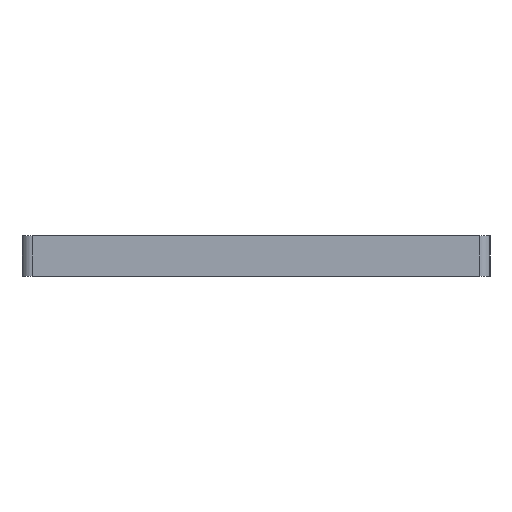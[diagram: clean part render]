
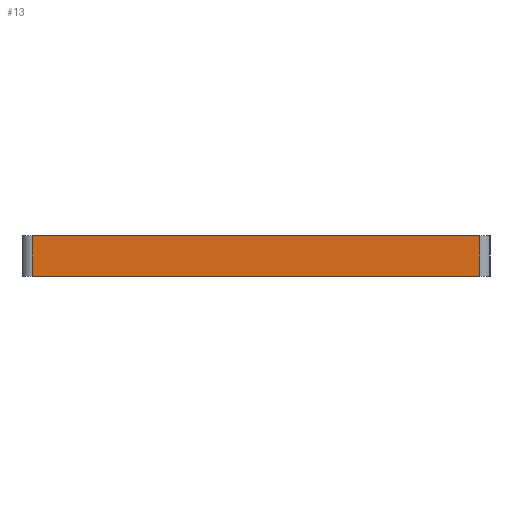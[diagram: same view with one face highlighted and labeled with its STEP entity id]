
A CAD part, left-side view. The second image highlights one B-rep face of the part: STEP entity #13.
In plain terms, the highlighted planar face has unit normal (-1, 0, 0).
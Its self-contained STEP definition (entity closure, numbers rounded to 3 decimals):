
#1 = DIRECTION ( 'NONE',  ( 0., 0., -1. ) ) ;
#13 = ADVANCED_FACE ( 'NONE', ( #149 ), #683, .F. ) ;
#30 = VECTOR ( 'NONE', #750, 1000. ) ;
#65 = ORIENTED_EDGE ( 'NONE', *, *, #472, .T. ) ;
#66 = DIRECTION ( 'NONE',  ( 0., -1., 0. ) ) ;
#72 = CARTESIAN_POINT ( 'NONE',  ( -28.931, 22., 0. ) ) ;
#99 = LINE ( 'NONE', #369, #195 ) ;
#130 = LINE ( 'NONE', #743, #30 ) ;
#137 = ORIENTED_EDGE ( 'NONE', *, *, #199, .F. ) ;
#149 = FACE_OUTER_BOUND ( 'NONE', #333, .T. ) ;
#195 = VECTOR ( 'NONE', #1, 1000. ) ;
#199 = EDGE_CURVE ( 'NONE', #643, #951, #130, .T. ) ;
#207 = CARTESIAN_POINT ( 'NONE',  ( -28.931, -22., 4. ) ) ;
#241 = CARTESIAN_POINT ( 'NONE',  ( -28.931, -23., 0. ) ) ;
#270 = CARTESIAN_POINT ( 'NONE',  ( -28.931, -22., 0. ) ) ;
#333 = EDGE_LOOP ( 'NONE', ( #137, #551, #65, #859 ) ) ;
#359 = VERTEX_POINT ( 'NONE', #72 ) ;
#369 = CARTESIAN_POINT ( 'NONE',  ( -28.931, 22., 4. ) ) ;
#412 = DIRECTION ( 'NONE',  ( 1., 0., 0. ) ) ;
#472 = EDGE_CURVE ( 'NONE', #359, #981, #1107, .T. ) ;
#474 = CARTESIAN_POINT ( 'NONE',  ( -28.931, 22., 4. ) ) ;
#550 = CARTESIAN_POINT ( 'NONE',  ( -28.931, -22., 4. ) ) ;
#551 = ORIENTED_EDGE ( 'NONE', *, *, #929, .T. ) ;
#642 = LINE ( 'NONE', #207, #1085 ) ;
#643 = VERTEX_POINT ( 'NONE', #474 ) ;
#683 = PLANE ( 'NONE',  #897 ) ;
#743 = CARTESIAN_POINT ( 'NONE',  ( -28.931, -23., 4. ) ) ;
#750 = DIRECTION ( 'NONE',  ( 0., -1., 0. ) ) ;
#756 = EDGE_CURVE ( 'NONE', #981, #951, #642, .T. ) ;
#763 = DIRECTION ( 'NONE',  ( 0., 0., -1. ) ) ;
#807 = VECTOR ( 'NONE', #66, 1000. ) ;
#829 = DIRECTION ( 'NONE',  ( 0., 0., 1. ) ) ;
#859 = ORIENTED_EDGE ( 'NONE', *, *, #756, .T. ) ;
#897 = AXIS2_PLACEMENT_3D ( 'NONE', #1020, #412, #763 ) ;
#929 = EDGE_CURVE ( 'NONE', #643, #359, #99, .T. ) ;
#951 = VERTEX_POINT ( 'NONE', #550 ) ;
#981 = VERTEX_POINT ( 'NONE', #270 ) ;
#1020 = CARTESIAN_POINT ( 'NONE',  ( -28.931, -23., 4. ) ) ;
#1085 = VECTOR ( 'NONE', #829, 1000. ) ;
#1107 = LINE ( 'NONE', #241, #807 ) ;
